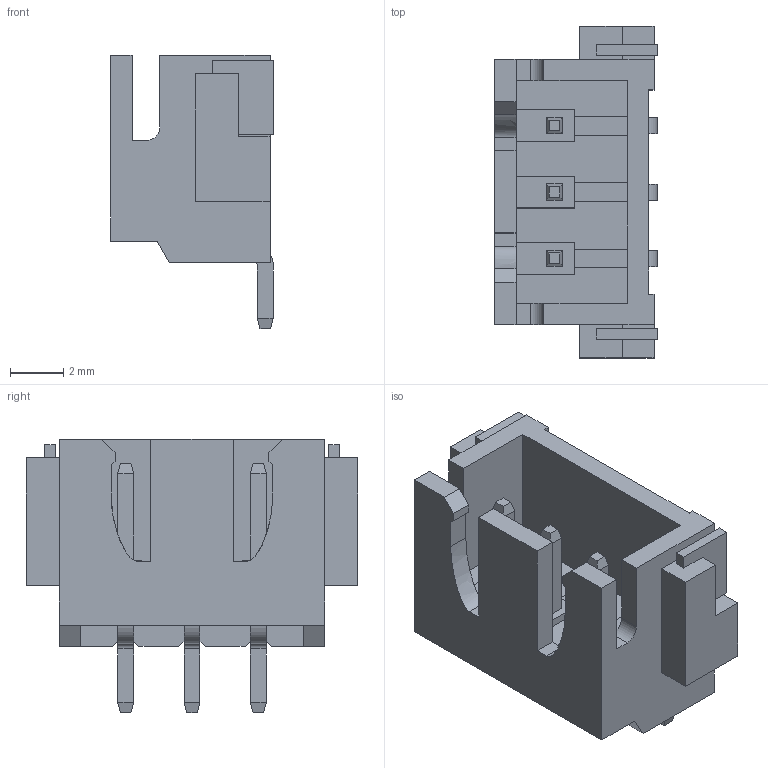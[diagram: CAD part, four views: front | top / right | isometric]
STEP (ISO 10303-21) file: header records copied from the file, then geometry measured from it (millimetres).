
FILE_DESCRIPTION((''),'2;1');
FILE_NAME('WF1X3-SMT-HOUSING','2022-08-15T',('Administrator'),(''),'PRO/ENGINEER BY PARAMETRIC TECHNOLOGY CORPORATION, 2010480','PRO/ENGINEER BY PARAMETRIC TECHNOLOGY CORPORATION, 2010480','');
FILE_SCHEMA(('CONFIG_CONTROL_DESIGN'));
Length unit declared in the file: millimetre
Products named in the file (1): WF1X3-SMT-HOUSING
Bounding box: 6.12 x 12.5 x 10.3 mm (x, y, z)
Volume: 264.5 mm3; surface area: 627.5 mm2
Topology: 1 solids, 1 shells, 193 faces, 548 edges, 352 vertices
Faces by surface type: plane 180, cylinder 11, bspline 2
Entity records: 6222 total; most frequent: CARTESIAN_POINT 1163, ORIENTED_EDGE 1096, DIRECTION 952, EDGE_CURVE 548, VECTOR 514, LINE 514, VERTEX_POINT 352, AXIS2_PLACEMENT_3D 219
